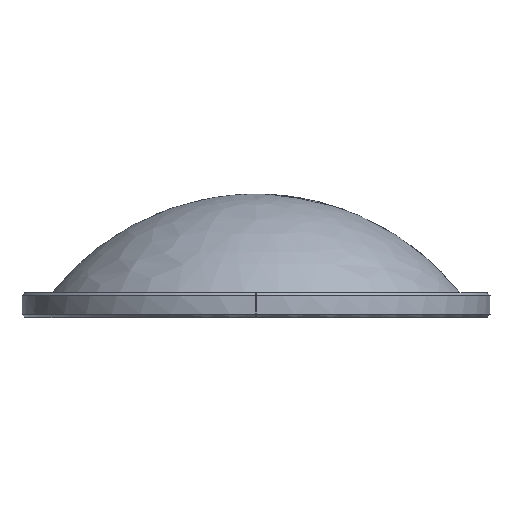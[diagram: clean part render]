
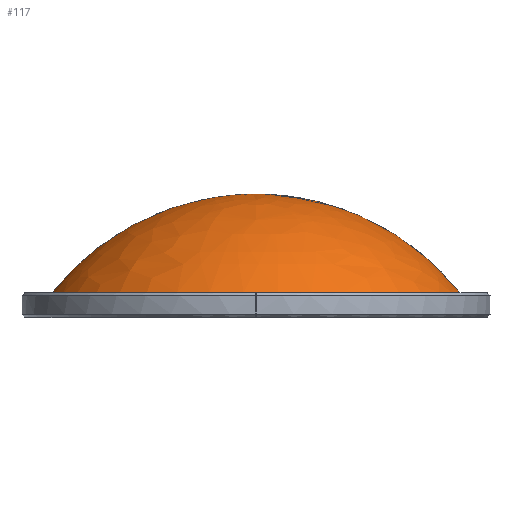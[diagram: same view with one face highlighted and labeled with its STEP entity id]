
A CAD part, top view. The second image highlights one B-rep face of the part: STEP entity #117.
In plain terms, the highlighted free-form (B-spline) face has degree [2, 2] with [5, 3] control points.
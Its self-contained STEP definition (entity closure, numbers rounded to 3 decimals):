
#117 = ADVANCED_FACE('',(#118),#171,.T.);
#118 = FACE_BOUND('',#119,.T.);
#119 = EDGE_LOOP('',(#120,#134,#146,#158));
#120 = ORIENTED_EDGE('',*,*,#121,.F.);
#121 = EDGE_CURVE('',#122,#124,#126,.T.);
#122 = VERTEX_POINT('',#123);
#123 = CARTESIAN_POINT('',(0.,3.205,
    0.));
#124 = VERTEX_POINT('',#125);
#125 = CARTESIAN_POINT('',(-13.313,-3.25,
    0.));
#126 = ( BOUNDED_CURVE() B_SPLINE_CURVE(6,(#127,#128,#129,#130,#131,#132
,#133),.UNSPECIFIED.,.F.,.F.) B_SPLINE_CURVE_WITH_KNOTS((7,7),(0.,1.),
.PIECEWISE_BEZIER_KNOTS.) CURVE() GEOMETRIC_REPRESENTATION_ITEM() 
RATIONAL_B_SPLINE_CURVE((1.01,1.003,0.999,
    0.998,0.999,1.003,1.01)) 
REPRESENTATION_ITEM('') );
#127 = CARTESIAN_POINT('',(0.,3.205,
    0.));
#128 = CARTESIAN_POINT('',(-2.569,3.205,
    0.));
#129 = CARTESIAN_POINT('',(-5.117,2.739,
    0.));
#130 = CARTESIAN_POINT('',(-7.55,1.82,
    0.));
#131 = CARTESIAN_POINT('',(-9.778,0.479,
    0.));
#132 = CARTESIAN_POINT('',(-11.722,-1.233,
    0.));
#133 = CARTESIAN_POINT('',(-13.313,-3.25,
    0.));
#134 = ORIENTED_EDGE('',*,*,#135,.F.);
#135 = EDGE_CURVE('',#136,#122,#138,.T.);
#136 = VERTEX_POINT('',#137);
#137 = CARTESIAN_POINT('',(0.,3.205,
    0.));
#138 = ( BOUNDED_CURVE() B_SPLINE_CURVE(6,(#139,#140,#141,#142,#143,#144
,#145),.UNSPECIFIED.,.F.,.F.) B_SPLINE_CURVE_WITH_KNOTS((7,7),(0.,1.),
.PIECEWISE_BEZIER_KNOTS.) CURVE() GEOMETRIC_REPRESENTATION_ITEM() 
RATIONAL_B_SPLINE_CURVE((1.133,1.036,0.992,
    0.976,0.992,1.036,1.133)) 
REPRESENTATION_ITEM('') );
#139 = CARTESIAN_POINT('',(0.,3.205,
    0.));
#140 = CARTESIAN_POINT('',(0.,3.205,
    0.));
#141 = CARTESIAN_POINT('',(0.,3.205,
    0.));
#142 = CARTESIAN_POINT('',(0.,3.205,
    0.));
#143 = CARTESIAN_POINT('',(0.,3.205,
    0.));
#144 = CARTESIAN_POINT('',(0.,3.205,
    0.));
#145 = CARTESIAN_POINT('',(0.,3.205,
    0.));
#146 = ORIENTED_EDGE('',*,*,#147,.F.);
#147 = EDGE_CURVE('',#148,#136,#150,.T.);
#148 = VERTEX_POINT('',#149);
#149 = CARTESIAN_POINT('',(13.313,-3.25,
    0.));
#150 = ( BOUNDED_CURVE() B_SPLINE_CURVE(6,(#151,#152,#153,#154,#155,#156
,#157),.UNSPECIFIED.,.F.,.F.) B_SPLINE_CURVE_WITH_KNOTS((7,7),(0.,1.),
.PIECEWISE_BEZIER_KNOTS.) CURVE() GEOMETRIC_REPRESENTATION_ITEM() 
RATIONAL_B_SPLINE_CURVE((1.01,1.003,0.999,
    0.998,0.999,1.003,1.01)) 
REPRESENTATION_ITEM('') );
#151 = CARTESIAN_POINT('',(13.313,-3.25,
    0.));
#152 = CARTESIAN_POINT('',(11.722,-1.233,
    0.));
#153 = CARTESIAN_POINT('',(9.778,0.479,
    0.));
#154 = CARTESIAN_POINT('',(7.55,1.82,
    0.));
#155 = CARTESIAN_POINT('',(5.117,2.739,
    0.));
#156 = CARTESIAN_POINT('',(2.569,3.205,
    0.));
#157 = CARTESIAN_POINT('',(0.,3.205,
    0.));
#158 = ORIENTED_EDGE('',*,*,#159,.F.);
#159 = EDGE_CURVE('',#124,#148,#160,.T.);
#160 = B_SPLINE_CURVE_WITH_KNOTS('',9,(#161,#162,#163,#164,#165,#166,
    #167,#168,#169,#170),.UNSPECIFIED.,.F.,.F.,(10,10),(0.,1.),
  .PIECEWISE_BEZIER_KNOTS.);
#161 = CARTESIAN_POINT('',(-13.313,-3.25,
    0.));
#162 = CARTESIAN_POINT('',(-13.313,-3.25,4.647
    ));
#163 = CARTESIAN_POINT('',(-11.488,-3.25,9.295
    ));
#164 = CARTESIAN_POINT('',(-7.838,-3.25,
    13.122));
#165 = CARTESIAN_POINT('',(-2.793,-3.25,
    15.314));
#166 = CARTESIAN_POINT('',(2.793,-3.25,
    15.314));
#167 = CARTESIAN_POINT('',(7.838,-3.25,13.122
    ));
#168 = CARTESIAN_POINT('',(11.488,-3.25,9.295
    ));
#169 = CARTESIAN_POINT('',(13.313,-3.25,
    4.647));
#170 = CARTESIAN_POINT('',(13.313,-3.25,
    0.));
#171 = ( BOUNDED_SURFACE() B_SPLINE_SURFACE(2,2,(
    (#172,#173,#174)
    ,(#175,#176,#177)
    ,(#178,#179,#180)
    ,(#181,#182,#183)
    ,(#184,#185,#186
)),.UNSPECIFIED.,.F.,.F.,.F.) B_SPLINE_SURFACE_WITH_KNOTS((3,2,3),(3,3),
  (3.142,4.712,6.283),(2.239,3.142),
.PIECEWISE_BEZIER_KNOTS.) GEOMETRIC_REPRESENTATION_ITEM() 
RATIONAL_B_SPLINE_SURFACE((
    (1.,0.9,1.)
    ,(0.707,0.636,0.707)
    ,(1.,0.9,1.)
    ,(0.707,0.636,0.707)
,(1.,0.9,1.))) REPRESENTATION_ITEM('') SURFACE() );
#172 = CARTESIAN_POINT('',(13.313,-3.25,
    0.));
#173 = CARTESIAN_POINT('',(8.222,3.205,
    0.));
#174 = CARTESIAN_POINT('',(0.,3.205,
    0.));
#175 = CARTESIAN_POINT('',(13.313,-3.25,
    13.313));
#176 = CARTESIAN_POINT('',(8.222,3.205,8.222)
  );
#177 = CARTESIAN_POINT('',(0.,3.205,
    0.));
#178 = CARTESIAN_POINT('',(0.,-3.25,
    13.313));
#179 = CARTESIAN_POINT('',(0.,3.205,
    8.222));
#180 = CARTESIAN_POINT('',(0.,3.205,
    0.));
#181 = CARTESIAN_POINT('',(-13.313,-3.25,
    13.313));
#182 = CARTESIAN_POINT('',(-8.222,3.205,8.222
    ));
#183 = CARTESIAN_POINT('',(0.,3.205,
    0.));
#184 = CARTESIAN_POINT('',(-13.313,-3.25,
    0.));
#185 = CARTESIAN_POINT('',(-8.222,3.205,
    0.));
#186 = CARTESIAN_POINT('',(0.,3.205,
    0.));
